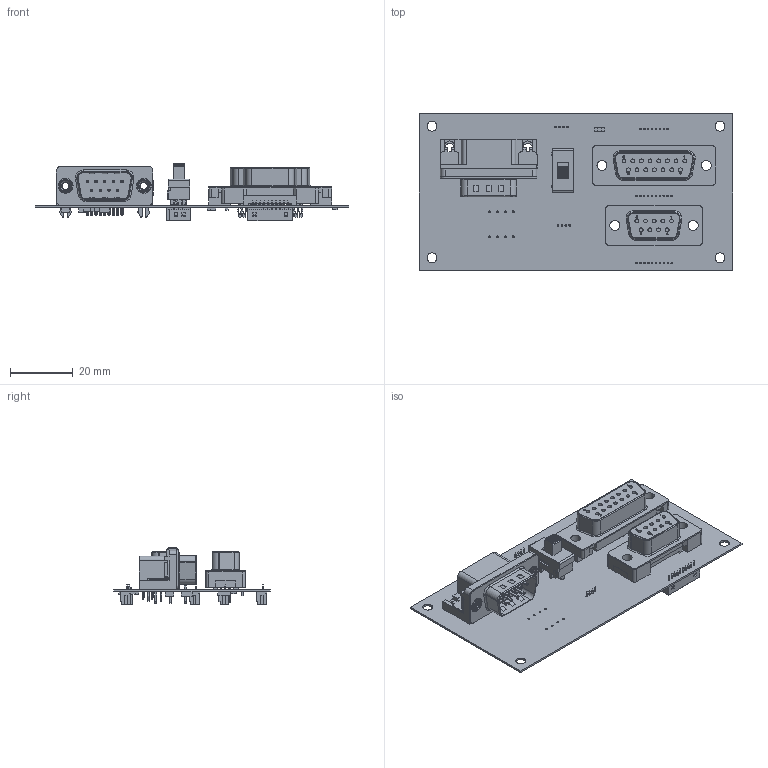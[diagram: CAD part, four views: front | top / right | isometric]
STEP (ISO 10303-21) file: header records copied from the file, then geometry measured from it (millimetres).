
FILE_DESCRIPTION(('Open CASCADE Model'),'2;1');
FILE_NAME('Open CASCADE Shape Model','2021-07-06T20:33:28',('Author'),( 'Open CASCADE'),'Open CASCADE STEP processor 6.8','Open CASCADE 6.8' ,'Unknown');
FILE_SCHEMA(('AUTOMOTIVE_DESIGN { 1 0 10303 214 1 1 1 1 }'));
Length unit declared in the file: millimetre
Products named in the file (63): PCB; Board; Open CASCADE STEP translator 6.8 1.1.1; R7; 5987404688; Extruded; P8; 621-009-668-032_-_EDAC_D-Sub_Connector_RGB8421504; 621_Housing_9_Socket; 621_Shell_9_Socket; 621_Contact_Bottom; 621_Contact_Top; 621_2_Prong_Board_Lock; 621_4-40_Threaded_Rivet; P6; 191-015-223_RGB8421504; P7; 191-009-213_RGB8421504; D1; 5987406528; 5987406688; U1; 5987402608; S1; CS12ANW03_RGB8421504; _CS12ANW03-body; _CS12ANW03-top; _CS12ANW03-term; _CS12ANW03-slide; C1; 5987402128; P3; Molex_Picoblade_4pin_53047-0410_CAD; Open CASCADE STEP translator 6.8 1.10.1.1; Open CASCADE STEP translator 6.8 1.10.1.2; P1; Molex_530471010; Open CASCADE STEP translator 6.8 1.11.1.1; Open CASCADE STEP translator 6.8 1.11.1.2; P5 ...
Assembly tree (75 placements, depth 4):
  PCB
    Board
      Open CASCADE STEP translator 6.8 1.1.1
    R7
      5987404688
        Extruded
    P8
      621-009-668-032_-_EDAC_D-Sub_Connector_RGB8421504
        621_Housing_9_Socket
        621_Shell_9_Socket
        621_Contact_Bottom  x4
        621_Contact_Top  x5
        621_2_Prong_Board_Lock  x2
        621_4-40_Threaded_Rivet  x2
    P6
      191-015-223_RGB8421504
    P7
      191-009-213_RGB8421504
    D1
      5987406528
        Extruded
      5987406688
        Extruded
    U1
      5987402608
        Extruded
    S1
      CS12ANW03_RGB8421504
        _CS12ANW03-body
        _CS12ANW03-top
        _CS12ANW03-term
        _CS12ANW03-slide
    C1
      5987402128
        Extruded
    P3
      Molex_Picoblade_4pin_53047-0410_CAD
        Open CASCADE STEP translator 6.8 1.10.1.1
        Open CASCADE STEP translator 6.8 1.10.1.2
    P1
      Molex_530471010
        Open CASCADE STEP translator 6.8 1.11.1.1
        Open CASCADE STEP translator 6.8 1.11.1.2
    P5
      Molex_0530470810
        Open CASCADE STEP translator 6.8 1.12.1.1
        Open CASCADE STEP translator 6.8 1.12.1.2
    P4
      Molex_530471010
        Open CASCADE STEP translator 6.8 1.11.1.1
        Open CASCADE STEP translator 6.8 1.11.1.2
    P2
      Molex_Picoblade_4pin_53047-0410_CAD
        Open CASCADE STEP translator 6.8 1.10.1.1
        Open CASCADE STEP translator 6.8 1.10.1.2
    R5
      5987405968
        Extruded
    R6
      5987405648
Bounding box: 100 x 50 x 18.48 mm (x, y, z)
Volume: 12637.9 mm3; surface area: 23593.9 mm2
Topology: 38 solids, 38 shells, 3224 faces, 8471 edges, 5561 vertices
Faces by surface type: plane 2391, cylinder 624, bspline 92, torus 78, revolution 27, cone 12
Full cylindrical faces by diameter (mm): 0.5 x36, 0.6 x8, 1.092 x33, 1.6 x3, 3.175 x4, 3.2 x6
Entity records: 80975 total; most frequent: CARTESIAN_POINT 17313, ORIENTED_EDGE 11460, DIRECTION 10894, EDGE_CURVE 5730, LINE 4536, VECTOR 4536, VERTEX_POINT 3731, AXIS2_PLACEMENT_3D 3176
